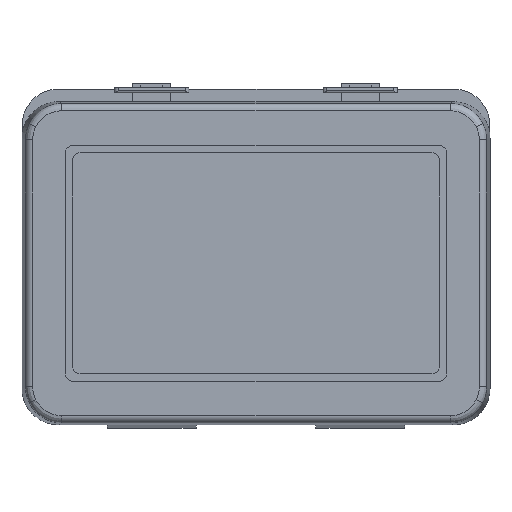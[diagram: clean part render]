
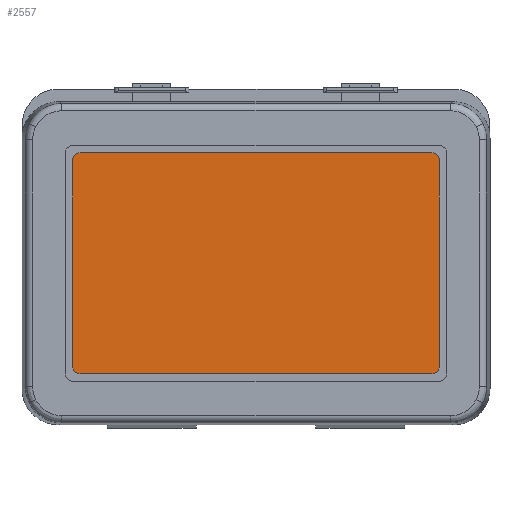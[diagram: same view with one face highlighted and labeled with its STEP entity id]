
A CAD part, front view. The second image highlights one B-rep face of the part: STEP entity #2557.
In plain terms, the highlighted planar face has unit normal (0, -1, 0).
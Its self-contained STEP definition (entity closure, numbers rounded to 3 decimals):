
#25 = AXIS2_PLACEMENT_3D ( 'NONE', #1205, #2858, #3514 ) ;
#129 = CARTESIAN_POINT ( 'NONE',  ( 50.5, 0., 30.5 ) ) ;
#165 = EDGE_CURVE ( 'NONE', #4720, #4291, #6256, .T. ) ;
#194 = DIRECTION ( 'NONE',  ( 0., 0., 1. ) ) ;
#267 = CARTESIAN_POINT ( 'NONE',  ( 0., 0., 0. ) ) ;
#284 = ORIENTED_EDGE ( 'NONE', *, *, #2721, .T. ) ;
#320 = CIRCLE ( 'NONE', #6109, 2. ) ;
#420 = CARTESIAN_POINT ( 'NONE',  ( 50.5, 0., -28.5 ) ) ;
#564 = LINE ( 'NONE', #129, #2616 ) ;
#625 = EDGE_CURVE ( 'NONE', #5641, #4720, #3650, .T. ) ;
#646 = DIRECTION ( 'NONE',  ( 0., 0., 1. ) ) ;
#939 = CARTESIAN_POINT ( 'NONE',  ( -48.5, 0., 30.5 ) ) ;
#1122 = CARTESIAN_POINT ( 'NONE',  ( -48.5, 0., -28.5 ) ) ;
#1152 = CARTESIAN_POINT ( 'NONE',  ( 48.5, 0., 30.5 ) ) ;
#1171 = FACE_OUTER_BOUND ( 'NONE', #3117, .T. ) ;
#1205 = CARTESIAN_POINT ( 'NONE',  ( -48.5, 0., 28.5 ) ) ;
#1276 = DIRECTION ( 'NONE',  ( 0., -1., 0. ) ) ;
#1335 = CARTESIAN_POINT ( 'NONE',  ( 48.5, 0., 28.5 ) ) ;
#1406 = DIRECTION ( 'NONE',  ( -1., 0., 0. ) ) ;
#1491 = CARTESIAN_POINT ( 'NONE',  ( 48.5, 0., -30.5 ) ) ;
#1552 = DIRECTION ( 'NONE',  ( 1., 0., 0. ) ) ;
#1618 = LINE ( 'NONE', #3238, #6422 ) ;
#1695 = ORIENTED_EDGE ( 'NONE', *, *, #5647, .T. ) ;
#1858 = CARTESIAN_POINT ( 'NONE',  ( 48.5, 0., -28.5 ) ) ;
#1953 = ORIENTED_EDGE ( 'NONE', *, *, #4933, .T. ) ;
#2047 = AXIS2_PLACEMENT_3D ( 'NONE', #1858, #1276, #6155 ) ;
#2164 = CIRCLE ( 'NONE', #25, 2. ) ;
#2322 = CARTESIAN_POINT ( 'NONE',  ( 50.5, 0., 28.5 ) ) ;
#2465 = CARTESIAN_POINT ( 'NONE',  ( -48.5, 0., -30.5 ) ) ;
#2535 = AXIS2_PLACEMENT_3D ( 'NONE', #1335, #3528, #646 ) ;
#2557 = ADVANCED_FACE ( 'NONE', ( #1171 ), #5074, .F. ) ;
#2616 = VECTOR ( 'NONE', #5414, 1000. ) ;
#2685 = DIRECTION ( 'NONE',  ( 0., 0., -1. ) ) ;
#2721 = EDGE_CURVE ( 'NONE', #5801, #6334, #4119, .T. ) ;
#2855 = EDGE_CURVE ( 'NONE', #6630, #5641, #320, .T. ) ;
#2858 = DIRECTION ( 'NONE',  ( 0., -1., 0. ) ) ;
#3100 = EDGE_CURVE ( 'NONE', #4515, #5801, #3786, .T. ) ;
#3117 = EDGE_LOOP ( 'NONE', ( #1695, #3537, #4024, #5659, #1953, #6070, #284, #6128 ) ) ;
#3183 = DIRECTION ( 'NONE',  ( 0., -1., 0. ) ) ;
#3238 = CARTESIAN_POINT ( 'NONE',  ( -50.5, 0., 30.5 ) ) ;
#3511 = EDGE_CURVE ( 'NONE', #6334, #6996, #2164, .T. ) ;
#3514 = DIRECTION ( 'NONE',  ( 0., 0., 1. ) ) ;
#3528 = DIRECTION ( 'NONE',  ( 0., -1., 0. ) ) ;
#3537 = ORIENTED_EDGE ( 'NONE', *, *, #2855, .T. ) ;
#3650 = LINE ( 'NONE', #3683, #6910 ) ;
#3683 = CARTESIAN_POINT ( 'NONE',  ( -50.5, 0., -30.5 ) ) ;
#3786 = CIRCLE ( 'NONE', #2535, 2. ) ;
#3849 = VECTOR ( 'NONE', #1406, 1000. ) ;
#4024 = ORIENTED_EDGE ( 'NONE', *, *, #625, .T. ) ;
#4119 = LINE ( 'NONE', #6281, #3849 ) ;
#4291 = VERTEX_POINT ( 'NONE', #420 ) ;
#4314 = CARTESIAN_POINT ( 'NONE',  ( -50.5, 0., 28.5 ) ) ;
#4515 = VERTEX_POINT ( 'NONE', #2322 ) ;
#4720 = VERTEX_POINT ( 'NONE', #1491 ) ;
#4933 = EDGE_CURVE ( 'NONE', #4291, #4515, #564, .T. ) ;
#5074 = PLANE ( 'NONE',  #5829 ) ;
#5112 = DIRECTION ( 'NONE',  ( 0., 1., 0. ) ) ;
#5414 = DIRECTION ( 'NONE',  ( 0., 0., 1. ) ) ;
#5641 = VERTEX_POINT ( 'NONE', #2465 ) ;
#5647 = EDGE_CURVE ( 'NONE', #6996, #6630, #1618, .T. ) ;
#5659 = ORIENTED_EDGE ( 'NONE', *, *, #165, .T. ) ;
#5714 = CARTESIAN_POINT ( 'NONE',  ( -50.5, 0., -28.5 ) ) ;
#5801 = VERTEX_POINT ( 'NONE', #1152 ) ;
#5829 = AXIS2_PLACEMENT_3D ( 'NONE', #267, #5112, #194 ) ;
#6070 = ORIENTED_EDGE ( 'NONE', *, *, #3100, .T. ) ;
#6109 = AXIS2_PLACEMENT_3D ( 'NONE', #1122, #3183, #6437 ) ;
#6128 = ORIENTED_EDGE ( 'NONE', *, *, #3511, .T. ) ;
#6155 = DIRECTION ( 'NONE',  ( 0., 0., 1. ) ) ;
#6256 = CIRCLE ( 'NONE', #2047, 2. ) ;
#6281 = CARTESIAN_POINT ( 'NONE',  ( -50.5, 0., 30.5 ) ) ;
#6334 = VERTEX_POINT ( 'NONE', #939 ) ;
#6422 = VECTOR ( 'NONE', #2685, 1000. ) ;
#6437 = DIRECTION ( 'NONE',  ( 0., 0., 1. ) ) ;
#6630 = VERTEX_POINT ( 'NONE', #5714 ) ;
#6910 = VECTOR ( 'NONE', #1552, 1000. ) ;
#6996 = VERTEX_POINT ( 'NONE', #4314 ) ;
